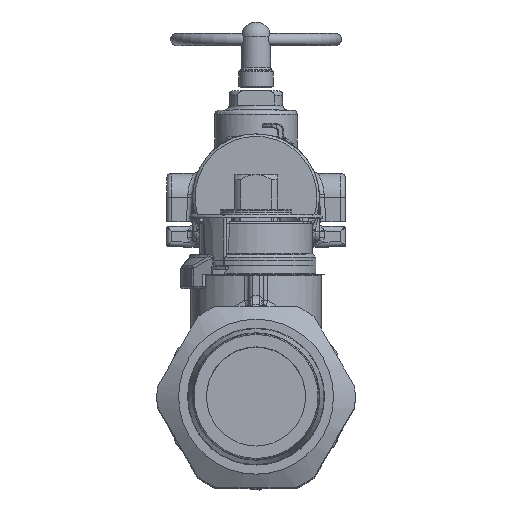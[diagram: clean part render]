
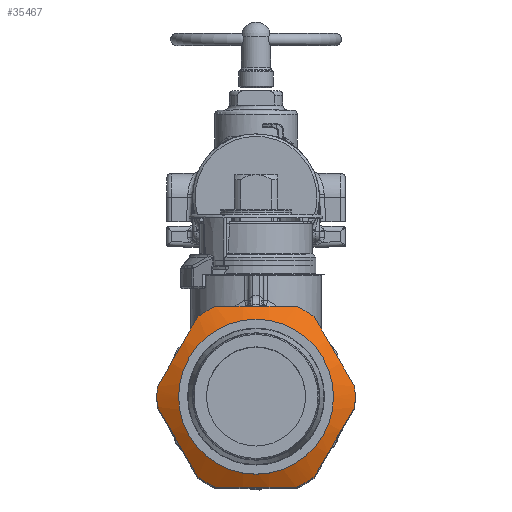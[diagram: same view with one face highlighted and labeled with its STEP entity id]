
A CAD part, top view. The second image highlights one B-rep face of the part: STEP entity #35467.
In plain terms, the highlighted conical face has half-angle 60 degrees and reference radius 17.78 mm.
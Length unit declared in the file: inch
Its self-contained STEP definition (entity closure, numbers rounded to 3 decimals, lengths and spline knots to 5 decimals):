
#68=(
BOUNDED_CURVE()
B_SPLINE_CURVE(2,(#132706,#132707,#132708),.UNSPECIFIED.,.F.,.F.)
B_SPLINE_CURVE_WITH_KNOTS((3,3),(0.,1.67512),.UNSPECIFIED.)
CURVE()
GEOMETRIC_REPRESENTATION_ITEM()
RATIONAL_B_SPLINE_CURVE((1.,1.096,1.))
REPRESENTATION_ITEM('')
);
#69=(
BOUNDED_CURVE()
B_SPLINE_CURVE(2,(#132712,#132713,#132714),.UNSPECIFIED.,.F.,.F.)
B_SPLINE_CURVE_WITH_KNOTS((3,3),(0.,1.67512),.UNSPECIFIED.)
CURVE()
GEOMETRIC_REPRESENTATION_ITEM()
RATIONAL_B_SPLINE_CURVE((1.,1.096,1.))
REPRESENTATION_ITEM('')
);
#70=(
BOUNDED_CURVE()
B_SPLINE_CURVE(2,(#132718,#132719,#132720),.UNSPECIFIED.,.F.,.F.)
B_SPLINE_CURVE_WITH_KNOTS((3,3),(0.,1.67512),.UNSPECIFIED.)
CURVE()
GEOMETRIC_REPRESENTATION_ITEM()
RATIONAL_B_SPLINE_CURVE((1.,1.096,1.))
REPRESENTATION_ITEM('')
);
#71=(
BOUNDED_CURVE()
B_SPLINE_CURVE(2,(#132724,#132725,#132726),.UNSPECIFIED.,.F.,.F.)
B_SPLINE_CURVE_WITH_KNOTS((3,3),(0.,1.67512),.UNSPECIFIED.)
CURVE()
GEOMETRIC_REPRESENTATION_ITEM()
RATIONAL_B_SPLINE_CURVE((1.,1.096,1.))
REPRESENTATION_ITEM('')
);
#72=(
BOUNDED_CURVE()
B_SPLINE_CURVE(2,(#132730,#132731,#132732),.UNSPECIFIED.,.F.,.F.)
B_SPLINE_CURVE_WITH_KNOTS((3,3),(0.,1.67512),.UNSPECIFIED.)
CURVE()
GEOMETRIC_REPRESENTATION_ITEM()
RATIONAL_B_SPLINE_CURVE((1.,1.096,1.))
REPRESENTATION_ITEM('')
);
#73=(
BOUNDED_CURVE()
B_SPLINE_CURVE(2,(#132736,#132737,#132738),.UNSPECIFIED.,.F.,.F.)
B_SPLINE_CURVE_WITH_KNOTS((3,3),(0.,1.67512),.UNSPECIFIED.)
CURVE()
GEOMETRIC_REPRESENTATION_ITEM()
RATIONAL_B_SPLINE_CURVE((1.,1.096,1.))
REPRESENTATION_ITEM('')
);
#2429=CONICAL_SURFACE('',#38874,0.7,1.047);
#4340=FACE_OUTER_BOUND('',#6654,.T.);
#6654=EDGE_LOOP('',(#30414,#30415,#30416,#30417,#30418,#30419,#30420,#30421,
#30422,#30423,#30424,#30425,#30426,#30427,#30428,#30429));
#10453=CIRCLE('',#38871,0.60928);
#10455=CIRCLE('',#38875,0.8);
#10456=CIRCLE('',#38876,0.8);
#10457=CIRCLE('',#38877,0.8);
#10458=CIRCLE('',#38878,0.8);
#10459=CIRCLE('',#38879,0.8);
#10460=CIRCLE('',#38880,0.8);
#10461=CIRCLE('',#38881,0.8);
#11569=LINE('',#132702,#13061);
#13061=VECTOR('',#45747,0.7);
#16041=VERTEX_POINT('',#132694);
#16043=VERTEX_POINT('',#132701);
#16044=VERTEX_POINT('',#132703);
#16045=VERTEX_POINT('',#132705);
#16046=VERTEX_POINT('',#132709);
#16047=VERTEX_POINT('',#132711);
#16048=VERTEX_POINT('',#132715);
#16049=VERTEX_POINT('',#132717);
#16050=VERTEX_POINT('',#132721);
#16051=VERTEX_POINT('',#132723);
#16052=VERTEX_POINT('',#132727);
#16053=VERTEX_POINT('',#132729);
#16054=VERTEX_POINT('',#132733);
#16055=VERTEX_POINT('',#132735);
#20992=EDGE_CURVE('',#16041,#16041,#10453,.T.);
#20994=EDGE_CURVE('',#16041,#16043,#11569,.T.);
#20995=EDGE_CURVE('',#16044,#16043,#10455,.T.);
#20996=EDGE_CURVE('',#16045,#16044,#68,.T.);
#20997=EDGE_CURVE('',#16046,#16045,#10456,.T.);
#20998=EDGE_CURVE('',#16047,#16046,#69,.T.);
#20999=EDGE_CURVE('',#16048,#16047,#10457,.T.);
#21000=EDGE_CURVE('',#16049,#16048,#70,.T.);
#21001=EDGE_CURVE('',#16050,#16049,#10458,.T.);
#21002=EDGE_CURVE('',#16051,#16050,#71,.T.);
#21003=EDGE_CURVE('',#16052,#16051,#10459,.T.);
#21004=EDGE_CURVE('',#16053,#16052,#72,.T.);
#21005=EDGE_CURVE('',#16054,#16053,#10460,.T.);
#21006=EDGE_CURVE('',#16055,#16054,#73,.T.);
#21007=EDGE_CURVE('',#16043,#16055,#10461,.T.);
#30414=ORIENTED_EDGE('',*,*,#20992,.F.);
#30415=ORIENTED_EDGE('',*,*,#20994,.T.);
#30416=ORIENTED_EDGE('',*,*,#20995,.F.);
#30417=ORIENTED_EDGE('',*,*,#20996,.F.);
#30418=ORIENTED_EDGE('',*,*,#20997,.F.);
#30419=ORIENTED_EDGE('',*,*,#20998,.F.);
#30420=ORIENTED_EDGE('',*,*,#20999,.F.);
#30421=ORIENTED_EDGE('',*,*,#21000,.F.);
#30422=ORIENTED_EDGE('',*,*,#21001,.F.);
#30423=ORIENTED_EDGE('',*,*,#21002,.F.);
#30424=ORIENTED_EDGE('',*,*,#21003,.F.);
#30425=ORIENTED_EDGE('',*,*,#21004,.F.);
#30426=ORIENTED_EDGE('',*,*,#21005,.F.);
#30427=ORIENTED_EDGE('',*,*,#21006,.F.);
#30428=ORIENTED_EDGE('',*,*,#21007,.F.);
#30429=ORIENTED_EDGE('',*,*,#20994,.F.);
#35467=ADVANCED_FACE('',(#4340),#2429,.T.);
#38871=AXIS2_PLACEMENT_3D('',#132696,#45739,#45740);
#38874=AXIS2_PLACEMENT_3D('',#132700,#45745,#45746);
#38875=AXIS2_PLACEMENT_3D('',#132704,#45748,#45749);
#38876=AXIS2_PLACEMENT_3D('',#132710,#45750,#45751);
#38877=AXIS2_PLACEMENT_3D('',#132716,#45752,#45753);
#38878=AXIS2_PLACEMENT_3D('',#132722,#45754,#45755);
#38879=AXIS2_PLACEMENT_3D('',#132728,#45756,#45757);
#38880=AXIS2_PLACEMENT_3D('',#132734,#45758,#45759);
#38881=AXIS2_PLACEMENT_3D('',#132739,#45760,#45761);
#45739=DIRECTION('center_axis',(0.,0.,
1.));
#45740=DIRECTION('ref_axis',(-1.,0.,0.));
#45745=DIRECTION('center_axis',(0.,0.,-1.));
#45746=DIRECTION('ref_axis',(1.,0.,0.));
#45747=DIRECTION('',(-0.866,0.,-0.5));
#45748=DIRECTION('center_axis',(0.,0.,-1.));
#45749=DIRECTION('ref_axis',(-1.,0.,0.));
#45750=DIRECTION('center_axis',(0.,0.,-1.));
#45751=DIRECTION('ref_axis',(-1.,0.,0.));
#45752=DIRECTION('center_axis',(0.,0.,-1.));
#45753=DIRECTION('ref_axis',(-1.,0.,0.));
#45754=DIRECTION('center_axis',(0.,0.,-1.));
#45755=DIRECTION('ref_axis',(-1.,0.,0.));
#45756=DIRECTION('center_axis',(0.,0.,-1.));
#45757=DIRECTION('ref_axis',(-1.,0.,0.));
#45758=DIRECTION('center_axis',(0.,0.,-1.));
#45759=DIRECTION('ref_axis',(-1.,0.,0.));
#45760=DIRECTION('center_axis',(0.,0.,-1.));
#45761=DIRECTION('ref_axis',(-1.,0.,0.));
#132694=CARTESIAN_POINT('',(-0.60928,0.,0.62464));
#132696=CARTESIAN_POINT('Origin',(0.,0.,
0.62464));
#132700=CARTESIAN_POINT('Origin',(0.,0.,0.57226));
#132701=CARTESIAN_POINT('',(-0.8,0.,0.51453));
#132702=CARTESIAN_POINT('',(-0.7,0.,0.57226));
#132703=CARTESIAN_POINT('',(-0.79583,-0.08158,0.51453));
#132704=CARTESIAN_POINT('Origin',(0.,0.,0.51453));
#132705=CARTESIAN_POINT('',(-0.46857,-0.64842,0.51453));
#132706=CARTESIAN_POINT('Ctrl Pts',(-0.46857,-0.64842,
0.51453));
#132707=CARTESIAN_POINT('Ctrl Pts',(-0.6322,-0.365,0.59182));
#132708=CARTESIAN_POINT('Ctrl Pts',(-0.79583,-0.08158,
0.51453));
#132709=CARTESIAN_POINT('',(-0.32726,-0.73,0.51453));
#132710=CARTESIAN_POINT('Origin',(0.,0.,0.51453));
#132711=CARTESIAN_POINT('',(0.32726,-0.73,0.51453));
#132712=CARTESIAN_POINT('Ctrl Pts',(0.32726,-0.73,0.51453));
#132713=CARTESIAN_POINT('Ctrl Pts',(0.,-0.73,0.59182));
#132714=CARTESIAN_POINT('Ctrl Pts',(-0.32726,-0.73,0.51453));
#132715=CARTESIAN_POINT('',(0.46857,-0.64842,0.51453));
#132716=CARTESIAN_POINT('Origin',(0.,0.,0.51453));
#132717=CARTESIAN_POINT('',(0.79583,-0.08158,0.51453));
#132718=CARTESIAN_POINT('Ctrl Pts',(0.79583,-0.08158,
0.51453));
#132719=CARTESIAN_POINT('Ctrl Pts',(0.6322,-0.365,
0.59182));
#132720=CARTESIAN_POINT('Ctrl Pts',(0.46857,-0.64842,
0.51453));
#132721=CARTESIAN_POINT('',(0.79583,0.08158,0.51453));
#132722=CARTESIAN_POINT('Origin',(0.,0.,0.51453));
#132723=CARTESIAN_POINT('',(0.46857,0.64842,0.51453));
#132724=CARTESIAN_POINT('Ctrl Pts',(0.46857,0.64842,
0.51453));
#132725=CARTESIAN_POINT('Ctrl Pts',(0.6322,0.365,0.59182));
#132726=CARTESIAN_POINT('Ctrl Pts',(0.79583,0.08158,
0.51453));
#132727=CARTESIAN_POINT('',(0.32726,0.73,0.51453));
#132728=CARTESIAN_POINT('Origin',(0.,0.,0.51453));
#132729=CARTESIAN_POINT('',(-0.32726,0.73,0.51453));
#132730=CARTESIAN_POINT('Ctrl Pts',(-0.32726,0.73,
0.51453));
#132731=CARTESIAN_POINT('Ctrl Pts',(0.,0.73,0.59182));
#132732=CARTESIAN_POINT('Ctrl Pts',(0.32726,0.73,0.51453));
#132733=CARTESIAN_POINT('',(-0.46857,0.64842,0.51453));
#132734=CARTESIAN_POINT('Origin',(0.,0.,0.51453));
#132735=CARTESIAN_POINT('',(-0.79583,0.08158,0.51453));
#132736=CARTESIAN_POINT('Ctrl Pts',(-0.79583,0.08158,
0.51453));
#132737=CARTESIAN_POINT('Ctrl Pts',(-0.6322,0.365,
0.59182));
#132738=CARTESIAN_POINT('Ctrl Pts',(-0.46857,0.64842,
0.51453));
#132739=CARTESIAN_POINT('Origin',(0.,0.,0.51453));
